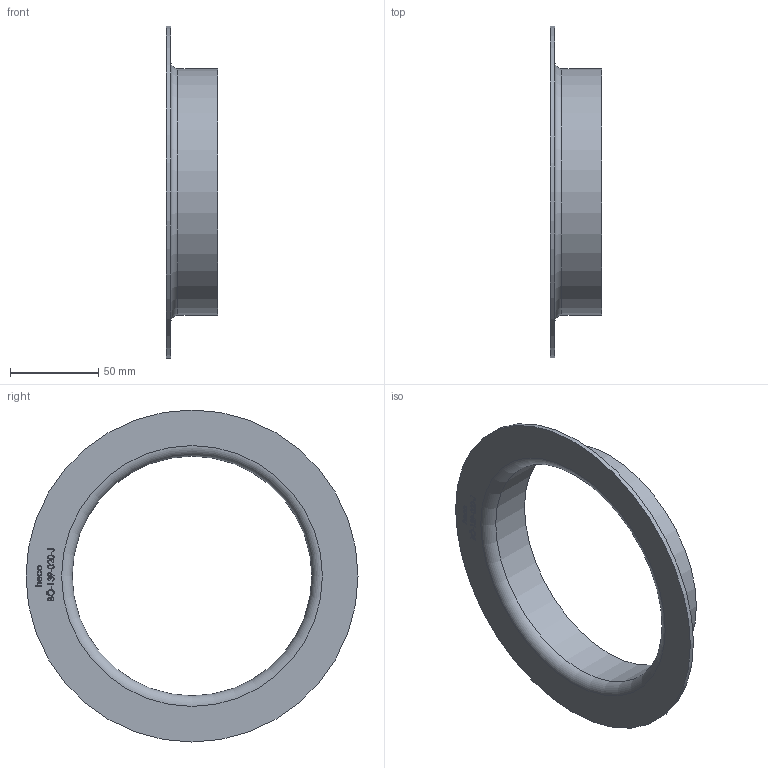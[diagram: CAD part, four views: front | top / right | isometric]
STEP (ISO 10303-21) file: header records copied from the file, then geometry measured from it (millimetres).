
FILE_DESCRIPTION (( 'STEP AP214' ), '1' );
FILE_NAME ('BÖ-139-020-J Vorschweissbördel heco.STEP', '2015-05-12T09:37:31', ( 'test' ), ( '' ), 'SwSTEP 2.0', 'SolidWorks 2011', '' );
FILE_SCHEMA (( 'AUTOMOTIVE_DESIGN' ));
Length unit declared in the file: millimetre
Products named in the file (1): BÖ-139-020-J Vorschweissbördel heco
Bounding box: 29 x 188 x 188 mm (x, y, z)
Volume: 54323.7 mm3; surface area: 50313 mm2
Topology: 1 solids, 1 shells, 202 faces, 518 edges, 345 vertices
Faces by surface type: bspline 112, plane 85, cylinder 3, torus 2
Full cylindrical faces by diameter (mm): 135.7 x1, 139.7 x1, 188 x1
Entity records: 14556 total; most frequent: CARTESIAN_POINT 8171, ORIENTED_EDGE 1024, EDGE_CURVE 512, DIRECTION 478, VERTEX_POINT 344, LINE 280, VECTOR 280, EDGE_LOOP 236
